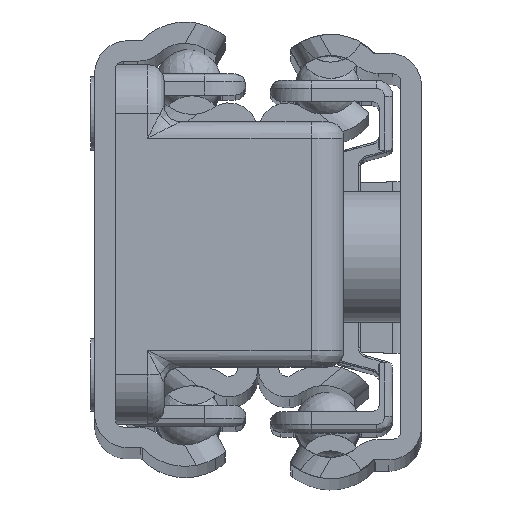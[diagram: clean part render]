
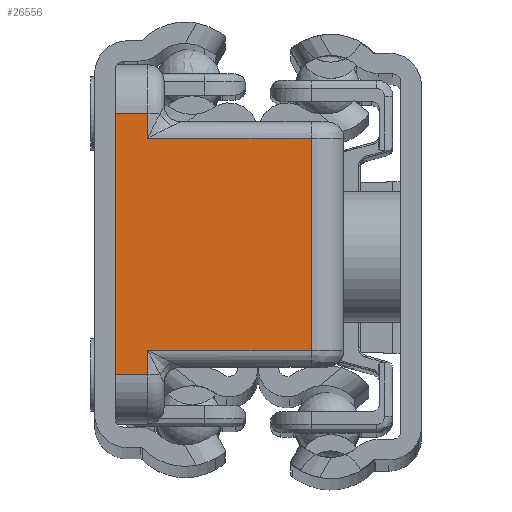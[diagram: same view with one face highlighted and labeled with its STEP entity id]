
A CAD part, top view. The second image highlights one B-rep face of the part: STEP entity #26556.
In plain terms, the highlighted planar face has unit normal (0, 0, 1).
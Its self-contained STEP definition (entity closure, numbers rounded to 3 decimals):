
#1528=PLANE('',#28816);
#2531=FACE_OUTER_BOUND('',#4058,.T.);
#4058=EDGE_LOOP('',(#20619,#20620,#20621,#20622,#20623,#20624,#20625,#20626));
#6068=LINE('',#43014,#8085);
#6070=LINE('',#43020,#8087);
#6078=LINE('',#43054,#8095);
#6087=LINE('',#43279,#8104);
#6091=LINE('',#43290,#8108);
#6100=LINE('',#43326,#8117);
#6101=LINE('',#43329,#8118);
#6102=LINE('',#43330,#8119);
#8085=VECTOR('',#34063,10.);
#8087=VECTOR('',#34069,10.);
#8095=VECTOR('',#34101,10.);
#8104=VECTOR('',#34164,10.);
#8108=VECTOR('',#34178,10.);
#8117=VECTOR('',#34211,10.);
#8118=VECTOR('',#34214,10.);
#8119=VECTOR('',#34215,10.);
#11504=VERTEX_POINT('',#42957);
#11509=VERTEX_POINT('',#43008);
#11512=VERTEX_POINT('',#43018);
#11517=VERTEX_POINT('',#43052);
#11523=VERTEX_POINT('',#43088);
#11537=VERTEX_POINT('',#43263);
#11548=VERTEX_POINT('',#43324);
#11549=VERTEX_POINT('',#43328);
#14718=EDGE_CURVE('',#11504,#11509,#6068,.T.);
#14721=EDGE_CURVE('',#11512,#11504,#6070,.T.);
#14735=EDGE_CURVE('',#11517,#11512,#6078,.T.);
#14771=EDGE_CURVE('',#11537,#11523,#6087,.T.);
#14777=EDGE_CURVE('',#11523,#11517,#6091,.T.);
#14791=EDGE_CURVE('',#11548,#11537,#6100,.T.);
#14792=EDGE_CURVE('',#11548,#11549,#6101,.T.);
#14793=EDGE_CURVE('',#11509,#11549,#6102,.T.);
#20619=ORIENTED_EDGE('',*,*,#14721,.F.);
#20620=ORIENTED_EDGE('',*,*,#14735,.F.);
#20621=ORIENTED_EDGE('',*,*,#14777,.F.);
#20622=ORIENTED_EDGE('',*,*,#14771,.F.);
#20623=ORIENTED_EDGE('',*,*,#14791,.F.);
#20624=ORIENTED_EDGE('',*,*,#14792,.T.);
#20625=ORIENTED_EDGE('',*,*,#14793,.F.);
#20626=ORIENTED_EDGE('',*,*,#14718,.F.);
#26556=ADVANCED_FACE('',(#2531),#1528,.T.);
#28816=AXIS2_PLACEMENT_3D('',#43327,#34212,#34213);
#34063=DIRECTION('',(0.,-1.,0.));
#34069=DIRECTION('',(-1.,0.,0.));
#34101=DIRECTION('',(0.,-1.,0.));
#34164=DIRECTION('',(0.,-1.,0.));
#34178=DIRECTION('',(1.,0.,0.));
#34211=DIRECTION('',(1.,0.,0.));
#34212=DIRECTION('center_axis',(0.,0.,1.));
#34213=DIRECTION('ref_axis',(1.,0.,0.));
#34214=DIRECTION('',(0.,-1.,0.));
#34215=DIRECTION('',(-1.,0.,0.));
#42957=CARTESIAN_POINT('',(-2.3,-6.5,398.));
#43008=CARTESIAN_POINT('',(-2.3,-8.,398.));
#43014=CARTESIAN_POINT('',(-2.3,5.5,398.));
#43018=CARTESIAN_POINT('',(7.7,-6.5,398.));
#43020=CARTESIAN_POINT('',(-1.3,-6.5,398.));
#43052=CARTESIAN_POINT('',(7.7,6.5,398.));
#43054=CARTESIAN_POINT('',(7.7,5.5,398.));
#43088=CARTESIAN_POINT('',(-2.3,6.5,398.));
#43263=CARTESIAN_POINT('',(-2.3,8.,398.));
#43279=CARTESIAN_POINT('',(-2.3,5.5,398.));
#43290=CARTESIAN_POINT('',(-1.3,6.5,398.));
#43324=CARTESIAN_POINT('',(-4.3,8.,398.));
#43326=CARTESIAN_POINT('',(-1.3,8.,398.));
#43327=CARTESIAN_POINT('Origin',(-1.3,11.,398.));
#43328=CARTESIAN_POINT('',(-4.3,-8.,398.));
#43329=CARTESIAN_POINT('',(-4.3,-11.,398.));
#43330=CARTESIAN_POINT('',(-1.3,-8.,398.));
